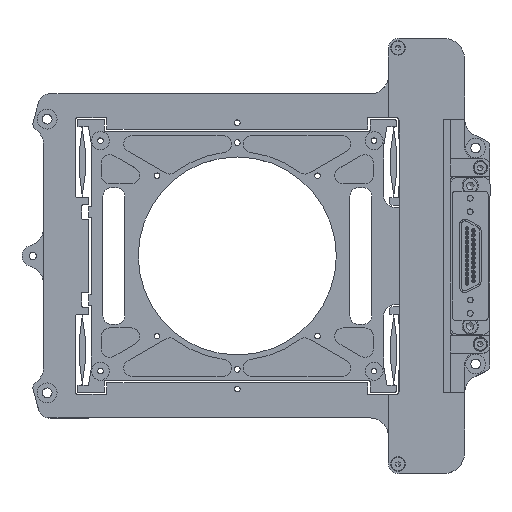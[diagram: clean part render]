
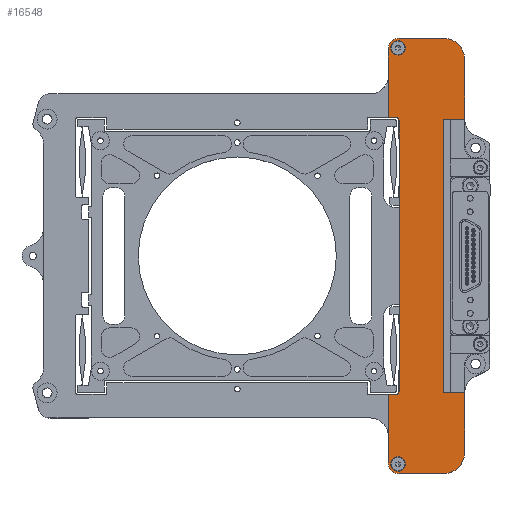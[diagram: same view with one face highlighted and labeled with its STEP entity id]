
A CAD part, top view. The second image highlights one B-rep face of the part: STEP entity #16548.
In plain terms, the highlighted planar face has unit normal (0, 0, 1).
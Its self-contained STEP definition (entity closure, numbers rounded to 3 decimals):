
#457=FACE_BOUND('',#4575,.T.);
#458=FACE_BOUND('',#4576,.T.);
#1851=PLANE('',#17864);
#2352=CIRCLE('',#17844,2.);
#2354=CIRCLE('',#17848,2.);
#2359=CIRCLE('',#17865,6.);
#2360=CIRCLE('',#17866,3.);
#2361=CIRCLE('',#17867,1.);
#2362=CIRCLE('',#17868,1.);
#2363=CIRCLE('',#17869,3.);
#2364=CIRCLE('',#17870,6.);
#3555=FACE_OUTER_BOUND('',#4574,.T.);
#4574=EDGE_LOOP('',(#14928,#14929,#14930,#14931,#14932,#14933,#14934,#14935,
#14936,#14937,#14938,#14939,#14940,#14941,#14942,#14943,#14944,#14945));
#4575=EDGE_LOOP('',(#14946));
#4576=EDGE_LOOP('',(#14947));
#6082=LINE('',#30898,#7372);
#6128=LINE('',#31029,#7418);
#6132=LINE('',#31036,#7422);
#6135=LINE('',#31041,#7425);
#6138=LINE('',#31048,#7428);
#6139=LINE('',#31052,#7429);
#6140=LINE('',#31056,#7430);
#6141=LINE('',#31058,#7431);
#6142=LINE('',#31063,#7432);
#6143=LINE('',#31065,#7433);
#6144=LINE('',#31069,#7434);
#6145=LINE('',#31072,#7435);
#7372=VECTOR('',#21484,75.);
#7418=VECTOR('',#21606,6.);
#7422=VECTOR('',#21612,76.);
#7425=VECTOR('',#21617,6.);
#7428=VECTOR('',#21626,16.5);
#7429=VECTOR('',#21629,12.25);
#7430=VECTOR('',#21632,19.);
#7431=VECTOR('',#21633,2.);
#7432=VECTOR('',#21638,2.);
#7433=VECTOR('',#21639,19.);
#7434=VECTOR('',#21642,12.25);
#7435=VECTOR('',#21645,16.5);
#8859=VERTEX_POINT('',#30895);
#8860=VERTEX_POINT('',#30897);
#8884=VERTEX_POINT('',#30967);
#8886=VERTEX_POINT('',#30973);
#8906=VERTEX_POINT('',#31026);
#8907=VERTEX_POINT('',#31028);
#8909=VERTEX_POINT('',#31034);
#8910=VERTEX_POINT('',#31039);
#8911=VERTEX_POINT('',#31047);
#8912=VERTEX_POINT('',#31049);
#8913=VERTEX_POINT('',#31051);
#8914=VERTEX_POINT('',#31053);
#8915=VERTEX_POINT('',#31055);
#8916=VERTEX_POINT('',#31057);
#8917=VERTEX_POINT('',#31060);
#8918=VERTEX_POINT('',#31062);
#8919=VERTEX_POINT('',#31064);
#8920=VERTEX_POINT('',#31066);
#8921=VERTEX_POINT('',#31068);
#8922=VERTEX_POINT('',#31070);
#10945=EDGE_CURVE('',#8859,#8860,#6082,.T.);
#10978=EDGE_CURVE('',#8884,#8884,#2352,.T.);
#10980=EDGE_CURVE('',#8886,#8886,#2354,.T.);
#11007=EDGE_CURVE('',#8907,#8906,#6128,.T.);
#11011=EDGE_CURVE('',#8906,#8909,#6132,.T.);
#11014=EDGE_CURVE('',#8909,#8910,#6135,.T.);
#11017=EDGE_CURVE('',#8911,#8910,#6138,.T.);
#11018=EDGE_CURVE('',#8912,#8911,#2359,.T.);
#11019=EDGE_CURVE('',#8913,#8912,#6139,.T.);
#11020=EDGE_CURVE('',#8914,#8913,#2360,.T.);
#11021=EDGE_CURVE('',#8915,#8914,#6140,.T.);
#11022=EDGE_CURVE('',#8916,#8915,#6141,.T.);
#11023=EDGE_CURVE('',#8860,#8916,#2361,.T.);
#11024=EDGE_CURVE('',#8917,#8859,#2362,.T.);
#11025=EDGE_CURVE('',#8918,#8917,#6142,.T.);
#11026=EDGE_CURVE('',#8919,#8918,#6143,.T.);
#11027=EDGE_CURVE('',#8920,#8919,#2363,.T.);
#11028=EDGE_CURVE('',#8921,#8920,#6144,.T.);
#11029=EDGE_CURVE('',#8922,#8921,#2364,.T.);
#11030=EDGE_CURVE('',#8907,#8922,#6145,.T.);
#14928=ORIENTED_EDGE('',*,*,#11014,.T.);
#14929=ORIENTED_EDGE('',*,*,#11017,.F.);
#14930=ORIENTED_EDGE('',*,*,#11018,.F.);
#14931=ORIENTED_EDGE('',*,*,#11019,.F.);
#14932=ORIENTED_EDGE('',*,*,#11020,.F.);
#14933=ORIENTED_EDGE('',*,*,#11021,.F.);
#14934=ORIENTED_EDGE('',*,*,#11022,.F.);
#14935=ORIENTED_EDGE('',*,*,#11023,.F.);
#14936=ORIENTED_EDGE('',*,*,#10945,.F.);
#14937=ORIENTED_EDGE('',*,*,#11024,.F.);
#14938=ORIENTED_EDGE('',*,*,#11025,.F.);
#14939=ORIENTED_EDGE('',*,*,#11026,.F.);
#14940=ORIENTED_EDGE('',*,*,#11027,.F.);
#14941=ORIENTED_EDGE('',*,*,#11028,.F.);
#14942=ORIENTED_EDGE('',*,*,#11029,.F.);
#14943=ORIENTED_EDGE('',*,*,#11030,.F.);
#14944=ORIENTED_EDGE('',*,*,#11007,.T.);
#14945=ORIENTED_EDGE('',*,*,#11011,.T.);
#14946=ORIENTED_EDGE('',*,*,#10978,.T.);
#14947=ORIENTED_EDGE('',*,*,#10980,.T.);
#16548=ADVANCED_FACE('',(#3555,#457,#458),#1851,.T.);
#17844=AXIS2_PLACEMENT_3D('',#30968,#21552,#21553);
#17848=AXIS2_PLACEMENT_3D('',#30974,#21560,#21561);
#17864=AXIS2_PLACEMENT_3D('',#31046,#21624,#21625);
#17865=AXIS2_PLACEMENT_3D('',#31050,#21627,#21628);
#17866=AXIS2_PLACEMENT_3D('',#31054,#21630,#21631);
#17867=AXIS2_PLACEMENT_3D('',#31059,#21634,#21635);
#17868=AXIS2_PLACEMENT_3D('',#31061,#21636,#21637);
#17869=AXIS2_PLACEMENT_3D('',#31067,#21640,#21641);
#17870=AXIS2_PLACEMENT_3D('',#31071,#21643,#21644);
#21484=DIRECTION('',(0.,1.,0.));
#21552=DIRECTION('center_axis',(0.,0.,
-1.));
#21553=DIRECTION('ref_axis',(1.,0.,0.));
#21560=DIRECTION('center_axis',(0.,0.,
-1.));
#21561=DIRECTION('ref_axis',(1.,0.,0.));
#21606=DIRECTION('',(-1.,0.,0.));
#21612=DIRECTION('',(0.,1.,0.));
#21617=DIRECTION('',(1.,0.,0.));
#21624=DIRECTION('center_axis',(0.,0.,
1.));
#21625=DIRECTION('ref_axis',(1.,0.,0.));
#21626=DIRECTION('',(0.,-1.,0.));
#21627=DIRECTION('center_axis',(0.,0.,
-1.));
#21628=DIRECTION('ref_axis',(-1.,0.,0.));
#21629=DIRECTION('',(1.,0.,0.));
#21630=DIRECTION('center_axis',(0.,0.,
-1.));
#21631=DIRECTION('ref_axis',(0.,-1.,0.));
#21632=DIRECTION('',(0.,1.,0.));
#21633=DIRECTION('',(-1.,0.,0.));
#21634=DIRECTION('center_axis',(0.,0.,
1.));
#21635=DIRECTION('ref_axis',(1.,0.,0.));
#21636=DIRECTION('center_axis',(0.,0.,
1.));
#21637=DIRECTION('ref_axis',(0.,-1.,0.));
#21638=DIRECTION('',(1.,0.,0.));
#21639=DIRECTION('',(0.,1.,0.));
#21640=DIRECTION('center_axis',(0.,0.,
-1.));
#21641=DIRECTION('ref_axis',(1.,0.,0.));
#21642=DIRECTION('',(-1.,0.,0.));
#21643=DIRECTION('center_axis',(0.,0.,
-1.));
#21644=DIRECTION('ref_axis',(0.,1.,0.));
#21645=DIRECTION('',(0.,-1.,0.));
#30895=CARTESIAN_POINT('',(44.95,-37.5,2.));
#30897=CARTESIAN_POINT('',(44.95,37.5,2.));
#30898=CARTESIAN_POINT('',(44.95,-37.5,2.));
#30967=CARTESIAN_POINT('',(46.65,-57.8,2.));
#30968=CARTESIAN_POINT('Origin',(44.65,-57.8,2.));
#30973=CARTESIAN_POINT('',(46.65,57.8,2.));
#30974=CARTESIAN_POINT('Origin',(44.65,57.8,2.));
#31026=CARTESIAN_POINT('',(57.2,-38.,2.));
#31028=CARTESIAN_POINT('',(63.2,-38.,2.));
#31029=CARTESIAN_POINT('',(59.035,-38.,2.));
#31034=CARTESIAN_POINT('',(57.2,38.,2.));
#31036=CARTESIAN_POINT('',(57.2,-19.,2.));
#31039=CARTESIAN_POINT('',(63.2,38.,2.));
#31041=CARTESIAN_POINT('',(56.035,38.,2.));
#31046=CARTESIAN_POINT('Origin',(54.87,0.,
2.));
#31047=CARTESIAN_POINT('',(63.2,54.5,2.));
#31048=CARTESIAN_POINT('',(63.2,38.,2.));
#31049=CARTESIAN_POINT('',(57.2,60.5,2.));
#31050=CARTESIAN_POINT('Origin',(57.2,54.5,2.));
#31051=CARTESIAN_POINT('',(44.95,60.5,2.));
#31052=CARTESIAN_POINT('',(44.95,60.5,2.));
#31053=CARTESIAN_POINT('',(41.95,57.5,2.));
#31054=CARTESIAN_POINT('Origin',(44.95,57.5,2.));
#31055=CARTESIAN_POINT('',(41.95,38.5,2.));
#31056=CARTESIAN_POINT('',(41.95,50.,2.));
#31057=CARTESIAN_POINT('',(43.95,38.5,2.));
#31058=CARTESIAN_POINT('',(43.95,38.5,2.));
#31059=CARTESIAN_POINT('Origin',(43.95,37.5,2.));
#31060=CARTESIAN_POINT('',(43.95,-38.5,2.));
#31061=CARTESIAN_POINT('Origin',(43.95,-37.5,2.));
#31062=CARTESIAN_POINT('',(41.95,-38.5,2.));
#31063=CARTESIAN_POINT('',(41.95,-38.5,2.));
#31064=CARTESIAN_POINT('',(41.95,-57.5,2.));
#31065=CARTESIAN_POINT('',(41.95,-50.,2.));
#31066=CARTESIAN_POINT('',(44.95,-60.5,2.));
#31067=CARTESIAN_POINT('Origin',(44.95,-57.5,2.));
#31068=CARTESIAN_POINT('',(57.2,-60.5,2.));
#31069=CARTESIAN_POINT('',(57.2,-60.5,2.));
#31070=CARTESIAN_POINT('',(63.2,-54.5,2.));
#31071=CARTESIAN_POINT('Origin',(57.2,-54.5,2.));
#31072=CARTESIAN_POINT('',(63.2,-38.,2.));
